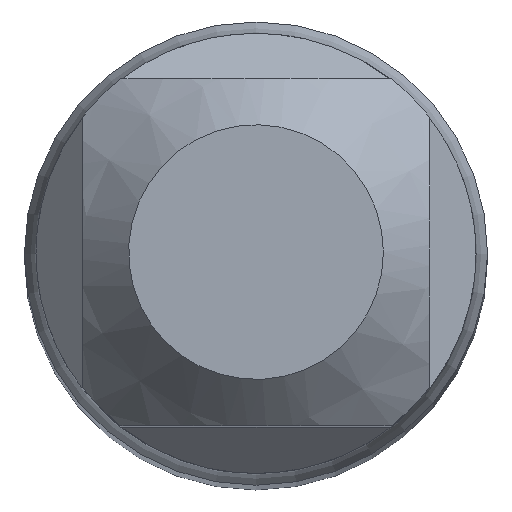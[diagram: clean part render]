
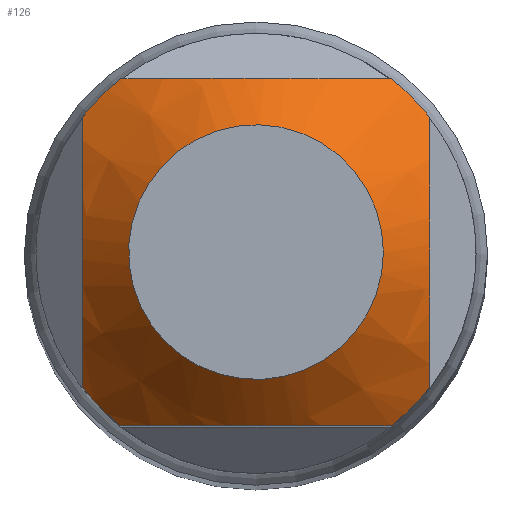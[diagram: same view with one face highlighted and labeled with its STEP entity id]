
A CAD part, top view. The second image highlights one B-rep face of the part: STEP entity #126.
In plain terms, the highlighted conical face has half-angle 45 degrees and reference radius 1000 mm.
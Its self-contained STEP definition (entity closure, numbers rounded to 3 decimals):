
#52=CONICAL_SURFACE('',#446,1000.,45.);
#82=FACE_BOUND('',#181,.T.);
#83=FACE_BOUND('',#182,.T.);
#90=CIRCLE('',#421,1.1);
#100=CIRCLE('',#440,1.9);
#101=CIRCLE('',#441,1.9);
#102=CIRCLE('',#442,1.9);
#103=CIRCLE('',#443,1.9);
#126=ADVANCED_FACE('NONE',(#82,#83),#52,.T.);
#181=EDGE_LOOP('',(#252,#253,#254,#255,#256,#257,#258,#259));
#182=EDGE_LOOP('',(#260));
#252=ORIENTED_EDGE('',*,*,#315,.F.);
#253=ORIENTED_EDGE('',*,*,#329,.F.);
#254=ORIENTED_EDGE('',*,*,#306,.F.);
#255=ORIENTED_EDGE('',*,*,#328,.F.);
#256=ORIENTED_EDGE('',*,*,#309,.F.);
#257=ORIENTED_EDGE('',*,*,#327,.F.);
#258=ORIENTED_EDGE('',*,*,#312,.F.);
#259=ORIENTED_EDGE('',*,*,#330,.F.);
#260=ORIENTED_EDGE('',*,*,#317,.T.);
#275=VERTEX_POINT('',#599);
#276=VERTEX_POINT('',#613);
#277=VERTEX_POINT('',#617);
#278=VERTEX_POINT('',#631);
#279=VERTEX_POINT('',#635);
#280=VERTEX_POINT('',#649);
#281=VERTEX_POINT('',#653);
#282=VERTEX_POINT('',#667);
#283=VERTEX_POINT('',#671);
#306=EDGE_CURVE('NONE',#275,#276,#368,.T.);
#309=EDGE_CURVE('NONE',#277,#278,#369,.T.);
#312=EDGE_CURVE('NONE',#279,#280,#370,.T.);
#315=EDGE_CURVE('NONE',#281,#282,#371,.T.);
#317=EDGE_CURVE('NONE',#283,#283,#90,.T.);
#327=EDGE_CURVE('NONE',#280,#277,#100,.T.);
#328=EDGE_CURVE('NONE',#278,#275,#101,.T.);
#329=EDGE_CURVE('NONE',#276,#281,#102,.T.);
#330=EDGE_CURVE('NONE',#282,#279,#103,.T.);
#368=B_SPLINE_CURVE_WITH_KNOTS('',3,(#600,#601,#602,#603,#604,#605,#606,
#607,#608,#609,#610,#611,#612),.UNSPECIFIED.,.F.,.F.,(4,3,3,3,4),(0.,0.322,
0.54,0.757,1.),.UNSPECIFIED.);
#369=B_SPLINE_CURVE_WITH_KNOTS('',3,(#618,#619,#620,#621,#622,#623,#624,
#625,#626,#627,#628,#629,#630),.UNSPECIFIED.,.F.,.F.,(4,3,3,3,4),(0.,0.308,
0.5,0.719,1.),.UNSPECIFIED.);
#370=B_SPLINE_CURVE_WITH_KNOTS('',3,(#636,#637,#638,#639,#640,#641,#642,
#643,#644,#645,#646,#647,#648),.UNSPECIFIED.,.F.,.F.,(4,3,3,3,4),(0.,0.322,
0.54,0.757,1.),.UNSPECIFIED.);
#371=B_SPLINE_CURVE_WITH_KNOTS('',3,(#654,#655,#656,#657,#658,#659,#660,
#661,#662,#663,#664,#665,#666),.UNSPECIFIED.,.F.,.F.,(4,3,3,3,4),(0.,0.308,
0.5,0.719,1.),.UNSPECIFIED.);
#421=AXIS2_PLACEMENT_3D('',#670,#498,#499);
#440=AXIS2_PLACEMENT_3D('',#699,#536,#537);
#441=AXIS2_PLACEMENT_3D('',#700,#538,#539);
#442=AXIS2_PLACEMENT_3D('',#701,#540,#541);
#443=AXIS2_PLACEMENT_3D('',#702,#542,#543);
#446=AXIS2_PLACEMENT_3D('',#705,#548,#549);
#498=DIRECTION('',(0.,0.,-1.));
#499=DIRECTION('',(1.,0.,0.));
#536=DIRECTION('',(0.,0.,-1.));
#537=DIRECTION('',(0.,1.,0.));
#538=DIRECTION('',(0.,0.,-1.));
#539=DIRECTION('',(0.,1.,0.));
#540=DIRECTION('',(0.,0.,-1.));
#541=DIRECTION('',(0.,1.,0.));
#542=DIRECTION('',(0.,0.,-1.));
#543=DIRECTION('',(0.,1.,0.));
#548=DIRECTION('',(0.,0.,-1.));
#549=DIRECTION('',(0.,1.,0.));
#599=CARTESIAN_POINT('',(-1.5,-1.166,-0.8));
#600=CARTESIAN_POINT('',(-1.5,-1.166,-0.8));
#601=CARTESIAN_POINT('',(-1.5,-0.939,-0.66));
#602=CARTESIAN_POINT('',(-1.5,-0.697,-0.535));
#603=CARTESIAN_POINT('',(-1.5,-0.44,-0.463));
#604=CARTESIAN_POINT('',(-1.5,-0.266,-0.414));
#605=CARTESIAN_POINT('',(-1.5,-0.083,-0.392));
#606=CARTESIAN_POINT('',(-1.5,0.097,-0.403));
#607=CARTESIAN_POINT('',(-1.5,0.277,-0.415));
#608=CARTESIAN_POINT('',(-1.5,0.456,-0.46));
#609=CARTESIAN_POINT('',(-1.5,0.624,-0.525));
#610=CARTESIAN_POINT('',(-1.5,0.813,-0.597));
#611=CARTESIAN_POINT('',(-1.5,0.993,-0.694));
#612=CARTESIAN_POINT('',(-1.5,1.166,-0.8));
#613=CARTESIAN_POINT('',(-1.5,1.166,-0.8));
#617=CARTESIAN_POINT('',(1.166,-1.5,-0.8));
#618=CARTESIAN_POINT('',(1.166,-1.5,-0.8));
#619=CARTESIAN_POINT('',(0.949,-1.5,-0.666));
#620=CARTESIAN_POINT('',(0.718,-1.5,-0.547));
#621=CARTESIAN_POINT('',(0.474,-1.5,-0.473));
#622=CARTESIAN_POINT('',(0.321,-1.5,-0.427));
#623=CARTESIAN_POINT('',(0.16,-1.5,-0.4));
#624=CARTESIAN_POINT('',(0.,-1.5,-0.4));
#625=CARTESIAN_POINT('',(-0.182,-1.5,-0.4));
#626=CARTESIAN_POINT('',(-0.365,-1.5,-0.435));
#627=CARTESIAN_POINT('',(-0.537,-1.5,-0.493));
#628=CARTESIAN_POINT('',(-0.758,-1.5,-0.568));
#629=CARTESIAN_POINT('',(-0.967,-1.5,-0.678));
#630=CARTESIAN_POINT('',(-1.166,-1.5,-0.8));
#631=CARTESIAN_POINT('',(-1.166,-1.5,-0.8));
#635=CARTESIAN_POINT('',(1.5,1.166,-0.8));
#636=CARTESIAN_POINT('',(1.5,1.166,-0.8));
#637=CARTESIAN_POINT('',(1.5,0.939,-0.66));
#638=CARTESIAN_POINT('',(1.5,0.697,-0.535));
#639=CARTESIAN_POINT('',(1.5,0.44,-0.463));
#640=CARTESIAN_POINT('',(1.5,0.266,-0.414));
#641=CARTESIAN_POINT('',(1.5,0.083,-0.392));
#642=CARTESIAN_POINT('',(1.5,-0.097,-0.403));
#643=CARTESIAN_POINT('',(1.5,-0.277,-0.415));
#644=CARTESIAN_POINT('',(1.5,-0.456,-0.46));
#645=CARTESIAN_POINT('',(1.5,-0.624,-0.525));
#646=CARTESIAN_POINT('',(1.5,-0.813,-0.597));
#647=CARTESIAN_POINT('',(1.5,-0.993,-0.694));
#648=CARTESIAN_POINT('',(1.5,-1.166,-0.8));
#649=CARTESIAN_POINT('',(1.5,-1.166,-0.8));
#653=CARTESIAN_POINT('',(-1.166,1.5,-0.8));
#654=CARTESIAN_POINT('',(-1.166,1.5,-0.8));
#655=CARTESIAN_POINT('',(-0.949,1.5,-0.666));
#656=CARTESIAN_POINT('',(-0.718,1.5,-0.547));
#657=CARTESIAN_POINT('',(-0.474,1.5,-0.473));
#658=CARTESIAN_POINT('',(-0.321,1.5,-0.427));
#659=CARTESIAN_POINT('',(-0.16,1.5,-0.4));
#660=CARTESIAN_POINT('',(0.,1.5,-0.4));
#661=CARTESIAN_POINT('',(0.182,1.5,-0.4));
#662=CARTESIAN_POINT('',(0.365,1.5,-0.435));
#663=CARTESIAN_POINT('',(0.537,1.5,-0.493));
#664=CARTESIAN_POINT('',(0.758,1.5,-0.568));
#665=CARTESIAN_POINT('',(0.967,1.5,-0.678));
#666=CARTESIAN_POINT('',(1.166,1.5,-0.8));
#667=CARTESIAN_POINT('',(1.166,1.5,-0.8));
#670=CARTESIAN_POINT('',(0.,0.,0.));
#671=CARTESIAN_POINT('',(1.1,0.,0.));
#699=CARTESIAN_POINT('',(0.,0.,-0.8));
#700=CARTESIAN_POINT('',(0.,0.,-0.8));
#701=CARTESIAN_POINT('',(0.,0.,-0.8));
#702=CARTESIAN_POINT('',(0.,0.,-0.8));
#705=CARTESIAN_POINT('',(0.,0.,-998.9));
